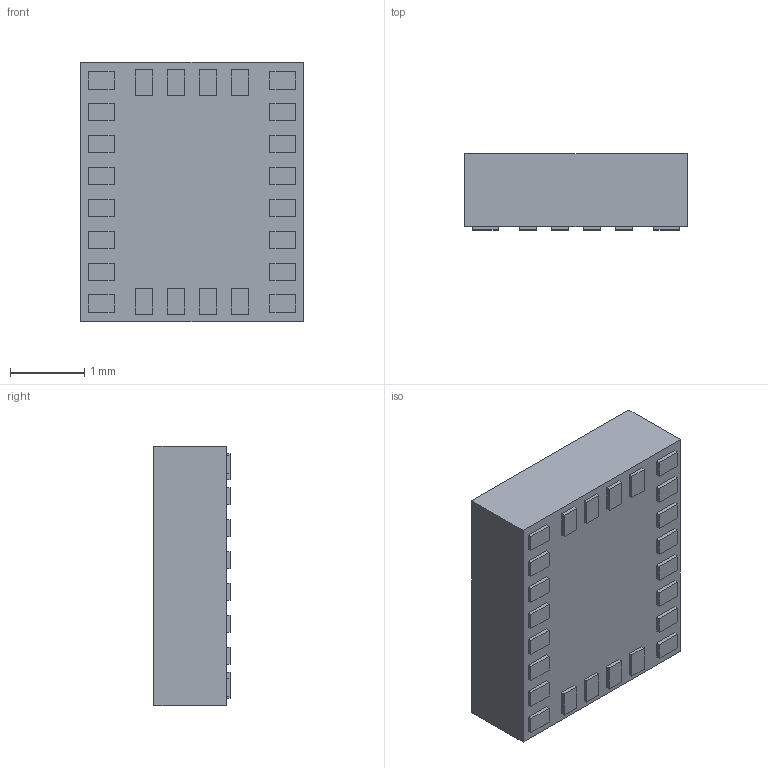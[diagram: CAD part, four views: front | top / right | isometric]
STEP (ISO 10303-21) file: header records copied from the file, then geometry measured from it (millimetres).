
FILE_DESCRIPTION (( 'STEP AP214' ), '1' );
FILE_NAME ( 'PQFN24P43_300X350X102L35X23M.STEP', '2021-03-11T13:46:54', ( '' ), ( '' ), '', '©2017 PCB Libraries, Inc.', '' );
FILE_SCHEMA (( 'AUTOMOTIVE_DESIGN' ));
Length unit declared in the file: millimetre
Products named in the file (1): PQFN24P43_300X350X102L35X23M
Bounding box: 3 x 1.03 x 3.5 mm (x, y, z)
Volume: 10.3 mm3; surface area: 39 mm2
Topology: 25 solids, 25 shells, 153 faces, 306 edges, 204 vertices
Faces by surface type: plane 151, torus 2
Entity records: 4583 total; most frequent: CARTESIAN_POINT 664, DIRECTION 620, ORIENTED_EDGE 612, EDGE_CURVE 306, VECTOR 300, LINE 300, VERTEX_POINT 204, STYLED_ITEM 179
